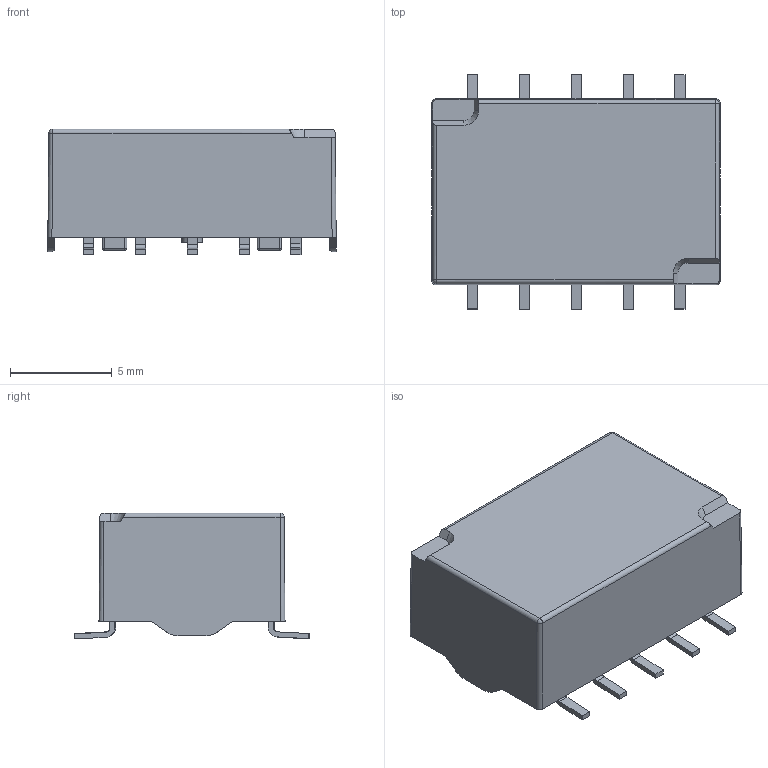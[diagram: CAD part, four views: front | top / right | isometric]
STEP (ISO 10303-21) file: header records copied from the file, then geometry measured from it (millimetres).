
FILE_DESCRIPTION(/* description */ ('Unknown'),/* implementation_level */ '2;1');
FILE_NAME(/* name */ 'PS2',/* time_stamp */ '2016-04-05T11:03:59+08:00',/* author */ ('Unknown'),/* organization */ ('Unknown'),/* preprocessor_version */ 'ST-DEVELOPER v16',/* originating_system */ 'DEX',/* authorisation */ $);
FILE_SCHEMA (('AP242_MANAGED_MODEL_BASED_3D_ENGINEERING_MIM_LF { 1 0 10303 442 20130219 1 4 }'));
Length unit declared in the file: millimetre
Products named in the file (1): PS2
Bounding box: 14.16 x 11.56 x 6.18 mm (x, y, z)
Volume: 651.3 mm3; surface area: 777.1 mm2
Topology: 1 solids, 3 shells, 300 faces, 823 edges, 528 vertices
Faces by surface type: plane 217, cylinder 70, sphere 10, cone 3
Full cylindrical faces by diameter (mm): 0.4 x2, 1 x1, 2 x1
Entity records: 11543 total; most frequent: CARTESIAN_POINT 1733, ORIENTED_EDGE 1616, DIRECTION 1548, EDGE_CURVE 808, LINE 662, VECTOR 662, VERTEX_POINT 528, AXIS2_PLACEMENT_3D 443
